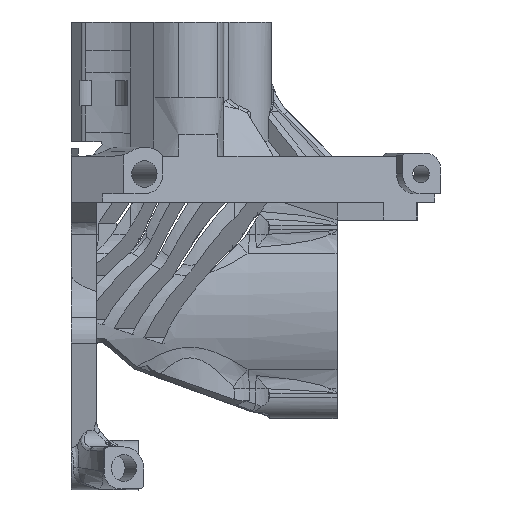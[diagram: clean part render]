
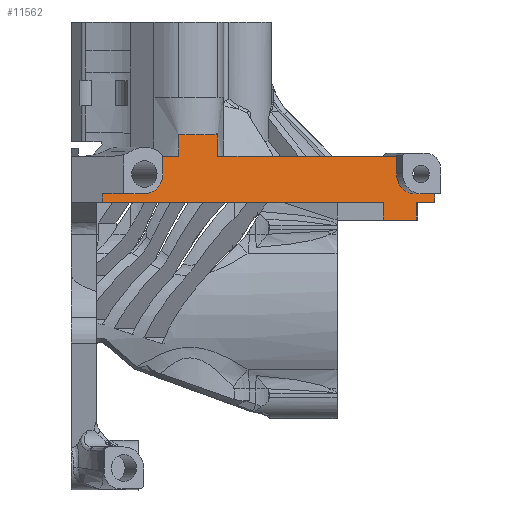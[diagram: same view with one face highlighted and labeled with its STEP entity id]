
A CAD part, left-side view. The second image highlights one B-rep face of the part: STEP entity #11562.
In plain terms, the highlighted planar face has unit normal (-0.94, -0.342, 0).
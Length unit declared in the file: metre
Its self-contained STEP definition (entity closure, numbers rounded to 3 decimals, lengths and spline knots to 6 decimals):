
#419=B_SPLINE_CURVE_WITH_KNOTS('',3,(#17588,#17589,#17590,#17591),
 .UNSPECIFIED.,.F.,.F.,(4,4),(0.,1.),.UNSPECIFIED.);
#420=B_SPLINE_CURVE_WITH_KNOTS('',3,(#17592,#17593,#17594,#17595),
 .UNSPECIFIED.,.F.,.F.,(4,4),(0.,1.),.UNSPECIFIED.);
#1382=CIRCLE('',#12291,0.00235);
#1383=CIRCLE('',#12292,0.00235);
#2543=ORIENTED_EDGE('',*,*,#5868,.T.);
#2544=ORIENTED_EDGE('',*,*,#5942,.T.);
#2545=ORIENTED_EDGE('',*,*,#5936,.T.);
#2546=ORIENTED_EDGE('',*,*,#5943,.F.);
#2547=ORIENTED_EDGE('',*,*,#5944,.F.);
#2548=ORIENTED_EDGE('',*,*,#5945,.F.);
#2549=ORIENTED_EDGE('',*,*,#5946,.T.);
#2550=ORIENTED_EDGE('',*,*,#5947,.F.);
#2551=ORIENTED_EDGE('',*,*,#5948,.F.);
#2552=ORIENTED_EDGE('',*,*,#5949,.F.);
#2553=ORIENTED_EDGE('',*,*,#5950,.T.);
#2554=ORIENTED_EDGE('',*,*,#5951,.F.);
#2555=ORIENTED_EDGE('',*,*,#5952,.F.);
#2556=ORIENTED_EDGE('',*,*,#5953,.F.);
#2557=ORIENTED_EDGE('',*,*,#5954,.T.);
#2558=ORIENTED_EDGE('',*,*,#5955,.T.);
#2559=ORIENTED_EDGE('',*,*,#5956,.T.);
#2560=ORIENTED_EDGE('',*,*,#5869,.F.);
#2561=ORIENTED_EDGE('',*,*,#5813,.F.);
#5813=EDGE_CURVE('',#7611,#7612,#8725,.T.);
#5868=EDGE_CURVE('',#7611,#7642,#419,.T.);
#5869=EDGE_CURVE('',#7612,#7643,#420,.F.);
#5936=EDGE_CURVE('',#7678,#7677,#8768,.T.);
#5942=EDGE_CURVE('',#7642,#7678,#8772,.T.);
#5943=EDGE_CURVE('',#7682,#7677,#1382,.T.);
#5944=EDGE_CURVE('',#7683,#7682,#8773,.T.);
#5945=EDGE_CURVE('',#7684,#7683,#8774,.T.);
#5946=EDGE_CURVE('',#7684,#7685,#8775,.T.);
#5947=EDGE_CURVE('',#7686,#7685,#8776,.T.);
#5948=EDGE_CURVE('',#7687,#7686,#8777,.T.);
#5949=EDGE_CURVE('',#7688,#7687,#8778,.T.);
#5950=EDGE_CURVE('',#7688,#7689,#8779,.T.);
#5951=EDGE_CURVE('',#7690,#7689,#8780,.T.);
#5952=EDGE_CURVE('',#7691,#7690,#8781,.T.);
#5953=EDGE_CURVE('',#7692,#7691,#1383,.T.);
#5954=EDGE_CURVE('',#7692,#7693,#8782,.T.);
#5955=EDGE_CURVE('',#7693,#7694,#8783,.T.);
#5956=EDGE_CURVE('',#7694,#7643,#8784,.T.);
#7611=VERTEX_POINT('',#17164);
#7612=VERTEX_POINT('',#17165);
#7642=VERTEX_POINT('',#17587);
#7643=VERTEX_POINT('',#17596);
#7677=VERTEX_POINT('',#17932);
#7678=VERTEX_POINT('',#17934);
#7682=VERTEX_POINT('',#17947);
#7683=VERTEX_POINT('',#17949);
#7684=VERTEX_POINT('',#17951);
#7685=VERTEX_POINT('',#17953);
#7686=VERTEX_POINT('',#17955);
#7687=VERTEX_POINT('',#17957);
#7688=VERTEX_POINT('',#17959);
#7689=VERTEX_POINT('',#17961);
#7690=VERTEX_POINT('',#17963);
#7691=VERTEX_POINT('',#17965);
#7692=VERTEX_POINT('',#17967);
#7693=VERTEX_POINT('',#17969);
#7694=VERTEX_POINT('',#17971);
#8725=LINE('',#17163,#9285);
#8768=LINE('',#17933,#9328);
#8772=LINE('',#17945,#9332);
#8773=LINE('',#17948,#9333);
#8774=LINE('',#17950,#9334);
#8775=LINE('',#17952,#9335);
#8776=LINE('',#17954,#9336);
#8777=LINE('',#17956,#9337);
#8778=LINE('',#17958,#9338);
#8779=LINE('',#17960,#9339);
#8780=LINE('',#17962,#9340);
#8781=LINE('',#17964,#9341);
#8782=LINE('',#17968,#9342);
#8783=LINE('',#17970,#9343);
#8784=LINE('',#17972,#9344);
#9285=VECTOR('',#13409,1.);
#9328=VECTOR('',#13580,1.);
#9332=VECTOR('',#13592,1.);
#9333=VECTOR('',#13595,1.);
#9334=VECTOR('',#13596,1.);
#9335=VECTOR('',#13597,1.);
#9336=VECTOR('',#13598,1.);
#9337=VECTOR('',#13599,1.);
#9338=VECTOR('',#13600,1.);
#9339=VECTOR('',#13601,1.);
#9340=VECTOR('',#13602,1.);
#9341=VECTOR('',#13603,1.);
#9342=VECTOR('',#13606,1.);
#9343=VECTOR('',#13607,1.);
#9344=VECTOR('',#13608,1.);
#9922=EDGE_LOOP('',(#2543,#2544,#2545,#2546,#2547,#2548,#2549,#2550,#2551,
#2552,#2553,#2554,#2555,#2556,#2557,#2558,#2559,#2560,#2561));
#10666=FACE_BOUND('',#9922,.T.);
#11270=PLANE('',#12290);
#11562=ADVANCED_FACE('',(#10666),#11270,.T.);
#12290=AXIS2_PLACEMENT_3D('',#17944,#13590,#13591);
#12291=AXIS2_PLACEMENT_3D('',#17946,#13593,#13594);
#12292=AXIS2_PLACEMENT_3D('',#17966,#13604,#13605);
#13409=DIRECTION('',(0.342,-0.94,0.018));
#13580=DIRECTION('',(0.,0.,-1.));
#13590=DIRECTION('',(-0.94,-0.342,0.));
#13591=DIRECTION('',(0.342,-0.94,0.));
#13592=DIRECTION('',(-0.342,0.94,0.));
#13593=DIRECTION('',(-0.94,-0.342,0.));
#13594=DIRECTION('',(-0.342,0.94,0.));
#13595=DIRECTION('',(0.342,-0.94,0.));
#13596=DIRECTION('',(0.,0.,1.));
#13597=DIRECTION('',(0.342,-0.94,0.));
#13598=DIRECTION('',(0.,0.,1.));
#13599=DIRECTION('',(-0.342,0.94,0.));
#13600=DIRECTION('',(0.,0.,-1.));
#13601=DIRECTION('',(0.342,-0.94,0.));
#13602=DIRECTION('',(0.,0.,-1.));
#13603=DIRECTION('',(0.342,-0.94,0.));
#13604=DIRECTION('',(-0.94,-0.342,0.));
#13605=DIRECTION('',(-0.342,0.94,0.));
#13606=DIRECTION('',(0.,0.,1.));
#13607=DIRECTION('',(-0.242,0.664,-0.707));
#13608=DIRECTION('',(-0.342,0.94,0.));
#17163=CARTESIAN_POINT('',(0.201452,0.128518,0.120322));
#17164=CARTESIAN_POINT('',(0.2006,0.130858,0.120277));
#17165=CARTESIAN_POINT('',(0.202307,0.126169,0.120367));
#17587=CARTESIAN_POINT('',(0.2006,0.130858,0.117724));
#17588=CARTESIAN_POINT('',(0.2006,0.130858,0.120277));
#17589=CARTESIAN_POINT('',(0.2006,0.130858,0.119426));
#17590=CARTESIAN_POINT('',(0.2006,0.130858,0.118575));
#17591=CARTESIAN_POINT('',(0.2006,0.130858,0.117724));
#17592=CARTESIAN_POINT('',(0.202307,0.126169,0.117724));
#17593=CARTESIAN_POINT('',(0.202307,0.126169,0.118605));
#17594=CARTESIAN_POINT('',(0.202307,0.126169,0.119486));
#17595=CARTESIAN_POINT('',(0.202307,0.126169,0.120367));
#17596=CARTESIAN_POINT('',(0.202307,0.126168,0.117724));
#17932=CARTESIAN_POINT('',(0.199682,0.133381,0.115599));
#17933=CARTESIAN_POINT('',(0.199682,0.133381,0.117771));
#17934=CARTESIAN_POINT('',(0.199682,0.133381,0.117724));
#17944=CARTESIAN_POINT('',(0.204863,0.119145,0.098099));
#17945=CARTESIAN_POINT('',(0.210002,0.105026,0.117724));
#17946=CARTESIAN_POINT('',(0.198878,0.135589,0.115599));
#17947=CARTESIAN_POINT('',(0.198878,0.135589,0.113249));
#17948=CARTESIAN_POINT('',(0.197305,0.139912,0.113249));
#17949=CARTESIAN_POINT('',(0.197305,0.139912,0.113249));
#17950=CARTESIAN_POINT('',(0.197305,0.139912,0.112224));
#17951=CARTESIAN_POINT('',(0.197305,0.139912,0.112224));
#17952=CARTESIAN_POINT('',(0.197305,0.139912,0.112224));
#17953=CARTESIAN_POINT('',(0.209478,0.106465,0.112224));
#17954=CARTESIAN_POINT('',(0.209478,0.106465,0.110099));
#17955=CARTESIAN_POINT('',(0.209478,0.106465,0.110099));
#17956=CARTESIAN_POINT('',(0.210896,0.102569,0.110099));
#17957=CARTESIAN_POINT('',(0.210896,0.102569,0.110099));
#17958=CARTESIAN_POINT('',(0.210896,0.102569,0.112224));
#17959=CARTESIAN_POINT('',(0.210896,0.102569,0.112224));
#17960=CARTESIAN_POINT('',(0.210896,0.102569,0.112224));
#17961=CARTESIAN_POINT('',(0.211704,0.100351,0.112224));
#17962=CARTESIAN_POINT('',(0.211704,0.100351,0.113249));
#17963=CARTESIAN_POINT('',(0.211704,0.100351,0.113249));
#17964=CARTESIAN_POINT('',(0.210849,0.1027,0.113249));
#17965=CARTESIAN_POINT('',(0.210849,0.1027,0.113249));
#17966=CARTESIAN_POINT('',(0.210849,0.1027,0.115599));
#17967=CARTESIAN_POINT('',(0.210045,0.104908,0.115599));
#17968=CARTESIAN_POINT('',(0.210045,0.104908,0.115599));
#17969=CARTESIAN_POINT('',(0.210045,0.104908,0.117849));
#17970=CARTESIAN_POINT('',(0.204077,0.121306,0.100399));
#17971=CARTESIAN_POINT('',(0.210002,0.105026,0.117724));
#17972=CARTESIAN_POINT('',(0.210002,0.105026,0.117724));
